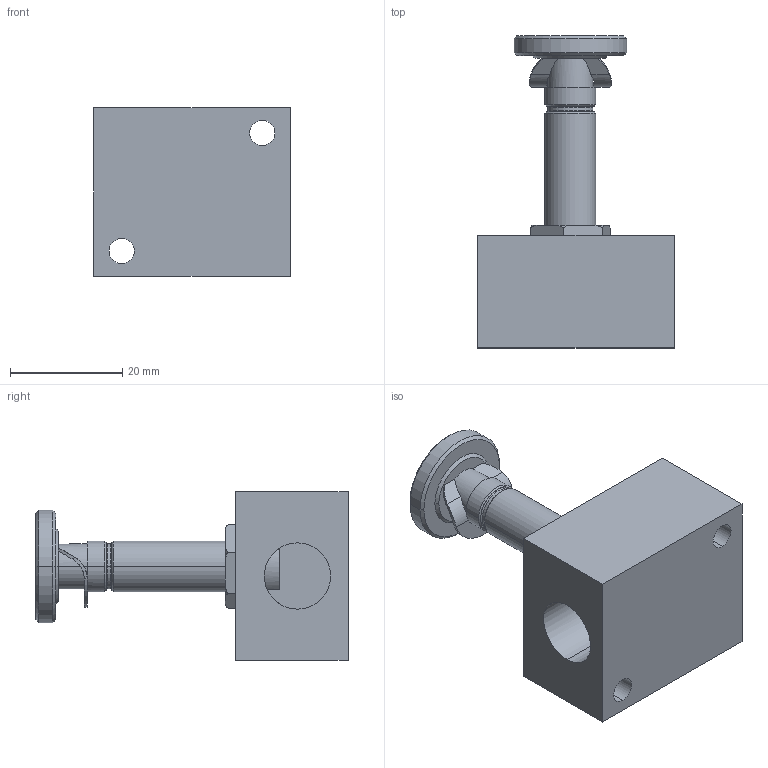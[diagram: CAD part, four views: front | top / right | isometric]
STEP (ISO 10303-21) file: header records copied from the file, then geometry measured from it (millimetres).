
FILE_DESCRIPTION (( 'STEP AP214' ), '1' );
FILE_NAME ('01_066_3.STEP', '2016-01-25T08:17:02', ( '' ), ( '' ), 'SwSTEP 2.0', 'SolidWorks 2016', '' );
FILE_SCHEMA (( 'AUTOMOTIVE_DESIGN' ));
Length unit declared in the file: millimetre
Products named in the file (1): 01_066_3
Bounding box: 35 x 55.5 x 30 mm (x, y, z)
Volume: 20608.8 mm3; surface area: 8490.4 mm2
Topology: 2 solids, 2 shells, 97 faces, 229 edges, 144 vertices
Faces by surface type: cylinder 35, plane 33, bspline 15, cone 14
Entity records: 4083 total; most frequent: CARTESIAN_POINT 1442, ORIENTED_EDGE 458, DIRECTION 455, EDGE_CURVE 229, AXIS2_PLACEMENT_3D 181, VERTEX_POINT 144, EDGE_LOOP 113, CIRCLE 98
